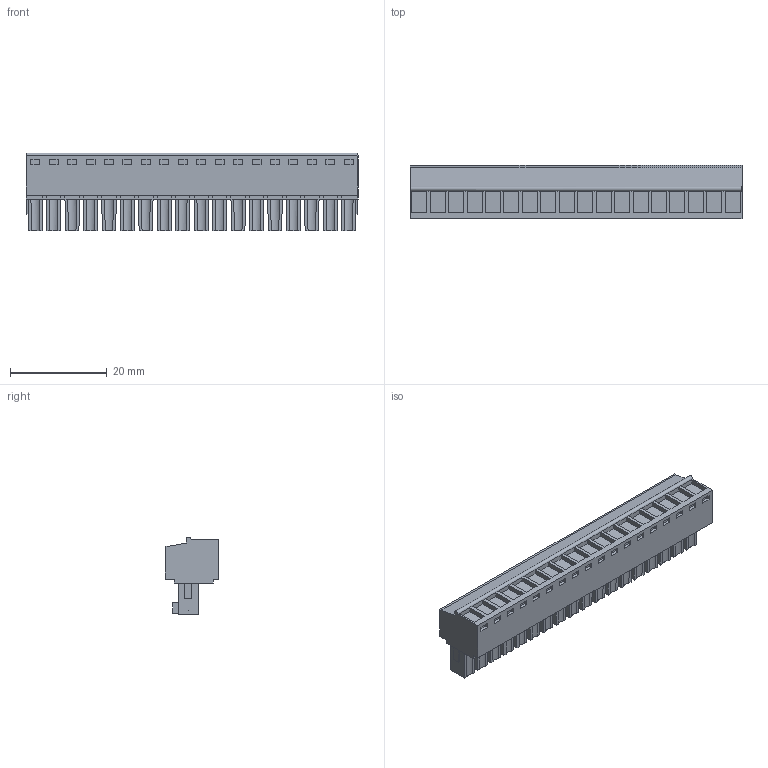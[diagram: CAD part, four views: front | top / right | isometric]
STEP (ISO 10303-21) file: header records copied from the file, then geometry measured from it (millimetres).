
FILE_DESCRIPTION(('CATIA V5 STEP','CAx-IF Rec.Pracs.--- Model Styling and Organization---1.2---2011-12-15'),'2;1');
FILE_NAME ('D1459725_0_1940980000_1940980000.stp','2017-04-14T12:47:47+00:00',('none'),('Weidmueller'),'CATIA Version 5-6 Release 2014','CATIA V5 STEP AP214','none');
FILE_SCHEMA(('AUTOMOTIVE_DESIGN { 1 0 10303 214 1 1 1 1 }'));
Length unit declared in the file: millimetre
Products named in the file (1): 1940980000
Bounding box: 68.58 x 11.1 x 16.1 mm (x, y, z)
Volume: 7020.1 mm3; surface area: 6314.2 mm2
Topology: 19 solids, 19 shells, 882 faces, 2209 edges, 1455 vertices
Faces by surface type: plane 737, cylinder 145
Entity records: 23952 total; most frequent: CARTESIAN_POINT 4514, ORIENTED_EDGE 4418, DIRECTION 3116, EDGE_CURVE 2209, VECTOR 1811, LINE 1811, VERTEX_POINT 1455, EDGE_LOOP 972
